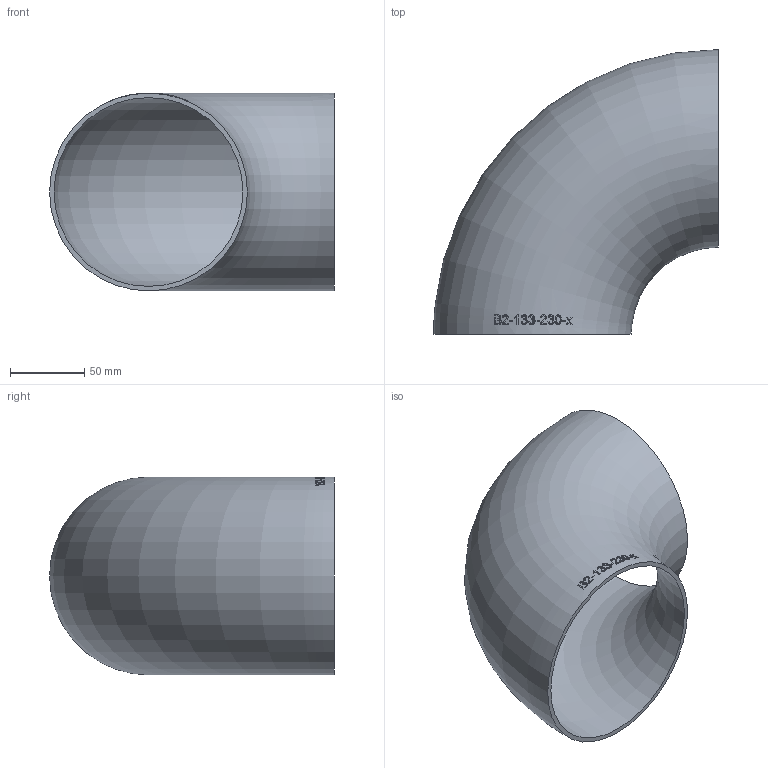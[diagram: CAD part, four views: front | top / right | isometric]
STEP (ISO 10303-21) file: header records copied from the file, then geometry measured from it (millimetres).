
FILE_DESCRIPTION (( 'STEP AP214' ), '1' );
FILE_NAME ('B2-133-230-x Bogen 2003.STEP', '2020-03-31T13:15:35', ( '' ), ( '' ), 'SwSTEP 2.0', 'SolidWorks 2019', '' );
FILE_SCHEMA (( 'AUTOMOTIVE_DESIGN' ));
Length unit declared in the file: millimetre
Products named in the file (1): B2-133-230-x Bogen 2003
Bounding box: 191.5 x 191.5 x 133 mm (x, y, z)
Volume: 240567.8 mm3; surface area: 162841.5 mm2
Topology: 1 solids, 1 shells, 161 faces, 436 edges, 291 vertices
Faces by surface type: bspline 140, torus 19, plane 2
Entity records: 24976 total; most frequent: CARTESIAN_POINT 20540, ORIENTED_EDGE 848, EDGE_CURVE 424, B_SPLINE_CURVE_WITH_KNOTS 420, VERTEX_POINT 284, EDGE_LOOP 178, FACE_OUTER_BOUND 161, ADVANCED_FACE 159
